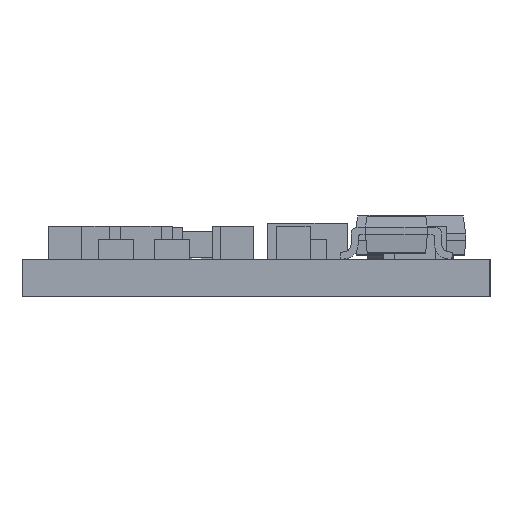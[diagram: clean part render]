
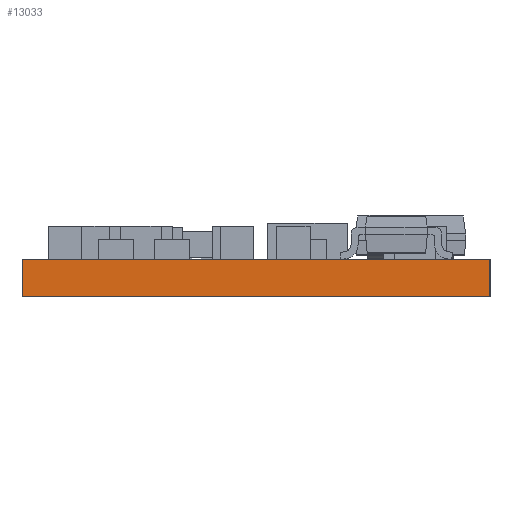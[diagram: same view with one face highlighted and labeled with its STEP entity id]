
A CAD part, left-side view. The second image highlights one B-rep face of the part: STEP entity #13033.
In plain terms, the highlighted planar face has unit normal (-1, 0, 0).
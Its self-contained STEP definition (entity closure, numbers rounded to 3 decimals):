
#1849 = CARTESIAN_POINT ( 'NONE',  ( 0., 12.7, 1.016 ) ) ;
#3007 = LINE ( 'NONE', #17796, #26416 ) ;
#3289 = ORIENTED_EDGE ( 'NONE', *, *, #43843, .T. ) ;
#5117 = AXIS2_PLACEMENT_3D ( 'NONE', #1849, #37853, #40946 ) ;
#5293 = ORIENTED_EDGE ( 'NONE', *, *, #42345, .F. ) ;
#6041 = VECTOR ( 'NONE', #35287, 1000. ) ;
#6344 = ORIENTED_EDGE ( 'NONE', *, *, #30508, .F. ) ;
#6867 = CARTESIAN_POINT ( 'NONE',  ( 0., 0., 1.016 ) ) ;
#6975 = CARTESIAN_POINT ( 'NONE',  ( 0., 12.7, 1.016 ) ) ;
#9972 = VERTEX_POINT ( 'NONE', #42939 ) ;
#10564 = DIRECTION ( 'NONE',  ( 0., 0., -1. ) ) ;
#12783 = VECTOR ( 'NONE', #20172, 1000. ) ;
#13033 = ADVANCED_FACE ( 'NONE', ( #19243 ), #37149, .F. ) ;
#13905 = EDGE_CURVE ( 'NONE', #33549, #21971, #16685, .T. ) ;
#16685 = LINE ( 'NONE', #17381, #12783 ) ;
#17381 = CARTESIAN_POINT ( 'NONE',  ( 0., 12.7, 0. ) ) ;
#17796 = CARTESIAN_POINT ( 'NONE',  ( 0., 0., 1.016 ) ) ;
#19243 = FACE_OUTER_BOUND ( 'NONE', #39024, .T. ) ;
#20172 = DIRECTION ( 'NONE',  ( 0., -1., 0. ) ) ;
#21971 = VERTEX_POINT ( 'NONE', #46455 ) ;
#26416 = VECTOR ( 'NONE', #32387, 1000. ) ;
#27504 = CARTESIAN_POINT ( 'NONE',  ( 0., 12.7, 0. ) ) ;
#28224 = LINE ( 'NONE', #6975, #6041 ) ;
#30508 = EDGE_CURVE ( 'NONE', #46428, #21971, #3007, .T. ) ;
#32387 = DIRECTION ( 'NONE',  ( 0., 0., -1. ) ) ;
#33549 = VERTEX_POINT ( 'NONE', #27504 ) ;
#35287 = DIRECTION ( 'NONE',  ( 0., -1., 0. ) ) ;
#36165 = ORIENTED_EDGE ( 'NONE', *, *, #13905, .T. ) ;
#36210 = VECTOR ( 'NONE', #10564, 1000. ) ;
#37149 = PLANE ( 'NONE',  #5117 ) ;
#37853 = DIRECTION ( 'NONE',  ( 1., 0., 0. ) ) ;
#39024 = EDGE_LOOP ( 'NONE', ( #36165, #6344, #5293, #3289 ) ) ;
#40946 = DIRECTION ( 'NONE',  ( 0., 0., -1. ) ) ;
#42163 = CARTESIAN_POINT ( 'NONE',  ( 0., 12.7, 1.016 ) ) ;
#42345 = EDGE_CURVE ( 'NONE', #9972, #46428, #28224, .T. ) ;
#42834 = LINE ( 'NONE', #42163, #36210 ) ;
#42939 = CARTESIAN_POINT ( 'NONE',  ( 0., 12.7, 1.016 ) ) ;
#43843 = EDGE_CURVE ( 'NONE', #9972, #33549, #42834, .T. ) ;
#46428 = VERTEX_POINT ( 'NONE', #6867 ) ;
#46455 = CARTESIAN_POINT ( 'NONE',  ( 0., 0., 0. ) ) ;
